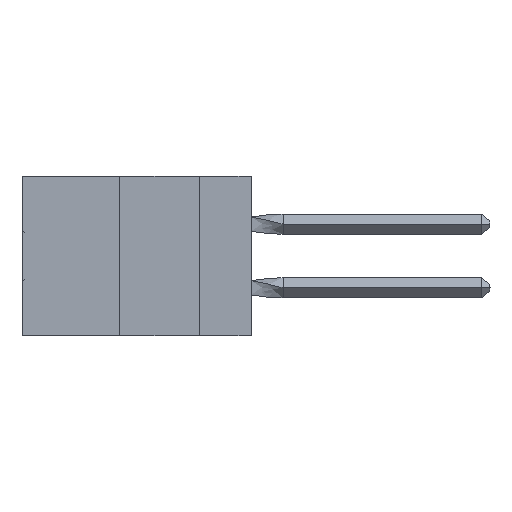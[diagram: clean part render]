
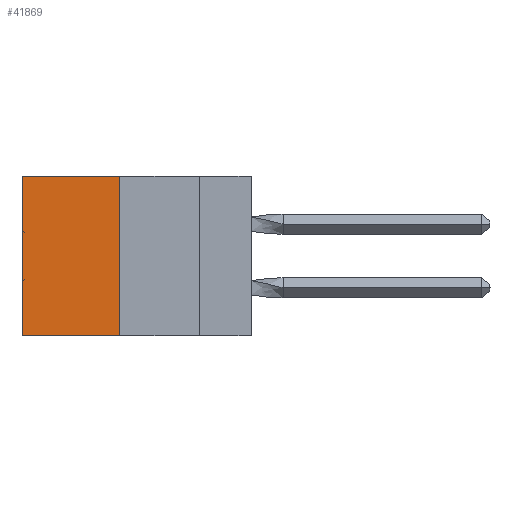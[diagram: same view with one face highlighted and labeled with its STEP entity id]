
A CAD part, left-side view. The second image highlights one B-rep face of the part: STEP entity #41869.
In plain terms, the highlighted planar face has unit normal (-1, 0, 0).
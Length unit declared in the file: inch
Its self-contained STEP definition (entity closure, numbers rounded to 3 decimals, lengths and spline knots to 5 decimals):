
#468 = CARTESIAN_POINT ( 'NONE',  ( 0.305, 0.72, 0. ) ) ;
#1621 = VERTEX_POINT ( 'NONE', #16504 ) ;
#3617 = ORIENTED_EDGE ( 'NONE', *, *, #50908, .F. ) ;
#6733 = DIRECTION ( 'NONE',  ( 0., 1., 0. ) ) ;
#6743 = ORIENTED_EDGE ( 'NONE', *, *, #24376, .T. ) ;
#8187 = CARTESIAN_POINT ( 'NONE',  ( 0.305, 0.413, -0.5 ) ) ;
#9269 = EDGE_CURVE ( 'NONE', #1621, #45381, #42133, .T. ) ;
#10768 = LINE ( 'NONE', #18100, #12003 ) ;
#12003 = VECTOR ( 'NONE', #50017, 39.37008 ) ;
#15649 = LINE ( 'NONE', #26419, #43728 ) ;
#15948 = CARTESIAN_POINT ( 'NONE',  ( 0.305, 0.413, 0. ) ) ;
#16504 = CARTESIAN_POINT ( 'NONE',  ( 0.305, 0.413, 0. ) ) ;
#17087 = VECTOR ( 'NONE', #31962, 39.37008 ) ;
#18100 = CARTESIAN_POINT ( 'NONE',  ( 0.305, 0.413, -0.5 ) ) ;
#21509 = VECTOR ( 'NONE', #25092, 39.37008 ) ;
#24010 = LINE ( 'NONE', #48969, #21509 ) ;
#24376 = EDGE_CURVE ( 'NONE', #45381, #27222, #24010, .T. ) ;
#25092 = DIRECTION ( 'NONE',  ( 0., 0., -1. ) ) ;
#26419 = CARTESIAN_POINT ( 'NONE',  ( 0.305, 0.413, -0.5 ) ) ;
#27222 = VERTEX_POINT ( 'NONE', #37071 ) ;
#28927 = VERTEX_POINT ( 'NONE', #43708 ) ;
#31962 = DIRECTION ( 'NONE',  ( 0., 1., 0. ) ) ;
#32213 = DIRECTION ( 'NONE',  ( 0., 0., -1. ) ) ;
#37071 = CARTESIAN_POINT ( 'NONE',  ( 0.305, 0.72, -0.5 ) ) ;
#39264 = PLANE ( 'NONE',  #42552 ) ;
#40110 = DIRECTION ( 'NONE',  ( 1., 0., 0. ) ) ;
#40615 = ORIENTED_EDGE ( 'NONE', *, *, #41625, .F. ) ;
#41625 = EDGE_CURVE ( 'NONE', #1621, #28927, #10768, .T. ) ;
#41869 = ADVANCED_FACE ( 'NONE', ( #46279 ), #39264, .F. ) ;
#42133 = LINE ( 'NONE', #15948, #17087 ) ;
#42552 = AXIS2_PLACEMENT_3D ( 'NONE', #8187, #40110, #32213 ) ;
#43708 = CARTESIAN_POINT ( 'NONE',  ( 0.305, 0.413, -0.5 ) ) ;
#43728 = VECTOR ( 'NONE', #6733, 39.37008 ) ;
#45381 = VERTEX_POINT ( 'NONE', #468 ) ;
#46279 = FACE_OUTER_BOUND ( 'NONE', #47270, .T. ) ;
#47216 = ORIENTED_EDGE ( 'NONE', *, *, #9269, .T. ) ;
#47270 = EDGE_LOOP ( 'NONE', ( #6743, #3617, #40615, #47216 ) ) ;
#48969 = CARTESIAN_POINT ( 'NONE',  ( 0.305, 0.72, -0.5 ) ) ;
#50017 = DIRECTION ( 'NONE',  ( 0., 0., -1. ) ) ;
#50908 = EDGE_CURVE ( 'NONE', #28927, #27222, #15649, .T. ) ;
